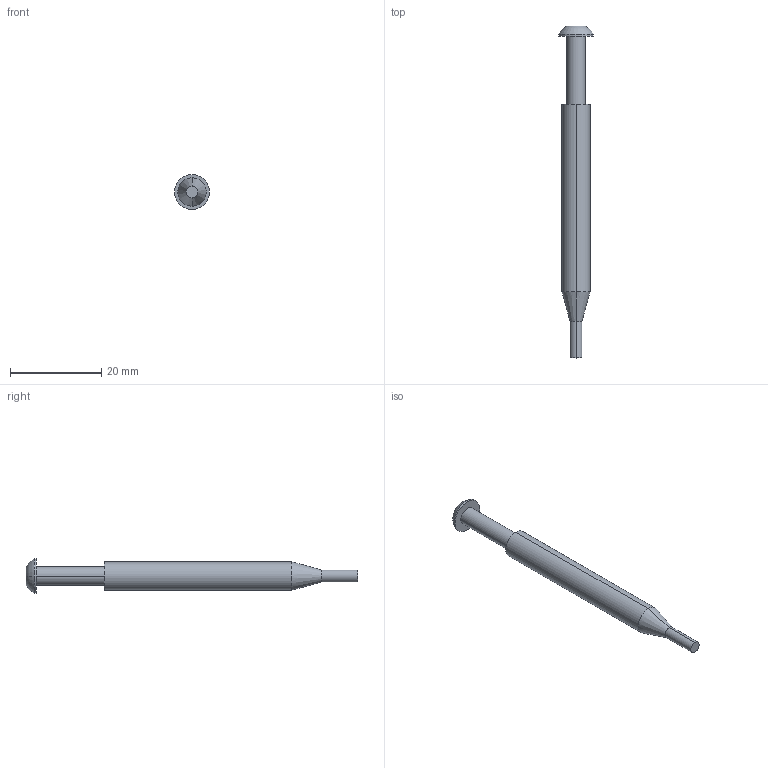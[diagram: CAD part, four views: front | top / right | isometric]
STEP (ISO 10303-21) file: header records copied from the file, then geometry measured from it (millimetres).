
FILE_DESCRIPTION (( 'STEP AP214' ), '1' );
FILE_NAME ('38934~3.STEP', '2017-07-04T12:56:19', ( '' ), ( '' ), 'SwSTEP 2.0', 'SolidWorks 2016', '' );
FILE_SCHEMA (( 'AUTOMOTIVE_DESIGN' ));
Length unit declared in the file: millimetre
Products named in the file (3): ISO7380~n_M04,0x020; 38934~3
Assembly tree (2 placements, depth 2):
  38934~3
    38934~3
    ISO7380~n_M04,0x020
Bounding box: 7.6 x 72.8 x 7.6 mm (x, y, z)
Volume: 1580.2 mm3; surface area: 1520.1 mm2
Topology: 2 solids, 2 shells, 41 faces, 95 edges, 59 vertices
Faces by surface type: cylinder 27, cone 6, plane 6, torus 2
Entity records: 1329 total; most frequent: DIRECTION 245, CARTESIAN_POINT 198, ORIENTED_EDGE 186, AXIS2_PLACEMENT_3D 106, EDGE_CURVE 93, CIRCLE 60, VERTEX_POINT 59, EDGE_LOOP 44
